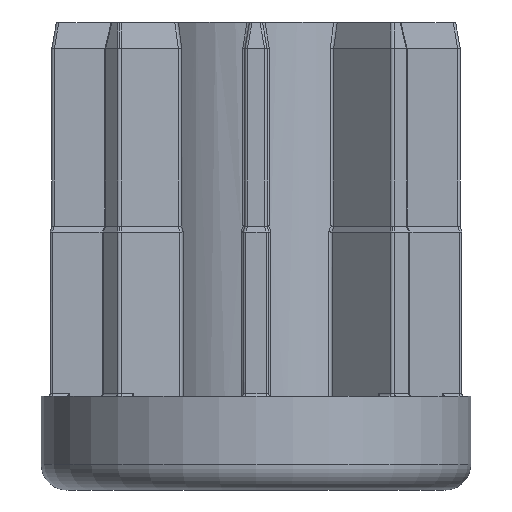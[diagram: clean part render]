
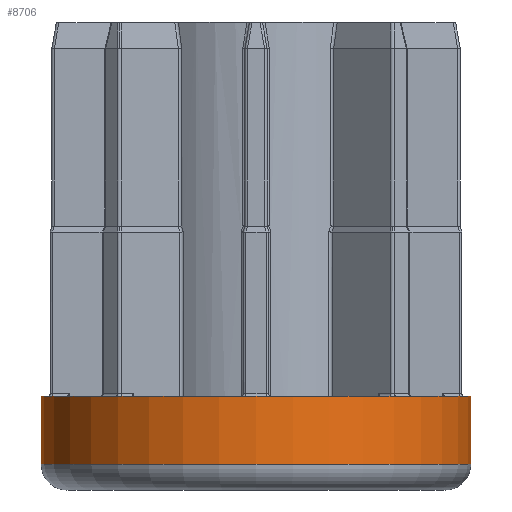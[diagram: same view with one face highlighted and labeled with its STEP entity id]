
A CAD part, front view. The second image highlights one B-rep face of the part: STEP entity #8706.
In plain terms, the highlighted cylindrical face has radius 25.25 mm (diameter 50.5 mm), a partial arc.
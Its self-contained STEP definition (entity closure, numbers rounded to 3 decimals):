
#844 = CARTESIAN_POINT ( 'NONE',  ( -25.25, 0., 11. ) ) ;
#1620 = CARTESIAN_POINT ( 'NONE',  ( 25.25, 0., 11. ) ) ;
#1658 = EDGE_CURVE ( 'NONE', #9151, #7920, #8922, .T. ) ;
#1659 = VERTEX_POINT ( 'NONE', #8581 ) ;
#1664 = CARTESIAN_POINT ( 'NONE',  ( 0., 0., 11. ) ) ;
#1781 = EDGE_LOOP ( 'NONE', ( #12362, #4422, #9054, #9091 ) ) ;
#1892 = EDGE_CURVE ( 'NONE', #5151, #1659, #8517, .T. ) ;
#2008 = AXIS2_PLACEMENT_3D ( 'NONE', #1664, #8862, #2720 ) ;
#2581 = DIRECTION ( 'NONE',  ( 0., 0., -1. ) ) ;
#2613 = DIRECTION ( 'NONE',  ( 0., 0., -1. ) ) ;
#2720 = DIRECTION ( 'NONE',  ( 1., 0., 0. ) ) ;
#3429 = DIRECTION ( 'NONE',  ( 0., 0., 1. ) ) ;
#3665 = AXIS2_PLACEMENT_3D ( 'NONE', #9590, #3429, #10612 ) ;
#3896 = CARTESIAN_POINT ( 'NONE',  ( 25.25, 0., 3. ) ) ;
#3903 = CYLINDRICAL_SURFACE ( 'NONE', #4186, 25.25 ) ;
#4186 = AXIS2_PLACEMENT_3D ( 'NONE', #9777, #2613, #7703 ) ;
#4376 = FACE_OUTER_BOUND ( 'NONE', #1781, .T. ) ;
#4422 = ORIENTED_EDGE ( 'NONE', *, *, #9951, .F. ) ;
#5089 = CIRCLE ( 'NONE', #3665, 25.25 ) ;
#5151 = VERTEX_POINT ( 'NONE', #8537 ) ;
#5585 = CIRCLE ( 'NONE', #2008, 25.25 ) ;
#7569 = CARTESIAN_POINT ( 'NONE',  ( 25.25, 0., 11. ) ) ;
#7703 = DIRECTION ( 'NONE',  ( -1., 0., 0. ) ) ;
#7704 = DIRECTION ( 'NONE',  ( 0., 0., -1. ) ) ;
#7920 = VERTEX_POINT ( 'NONE', #3896 ) ;
#8517 = LINE ( 'NONE', #844, #13111 ) ;
#8537 = CARTESIAN_POINT ( 'NONE',  ( -25.25, 0., 11. ) ) ;
#8581 = CARTESIAN_POINT ( 'NONE',  ( -25.25, 0., 3. ) ) ;
#8706 = ADVANCED_FACE ( 'NONE', ( #4376 ), #3903, .T. ) ;
#8862 = DIRECTION ( 'NONE',  ( 0., 0., 1. ) ) ;
#8868 = VECTOR ( 'NONE', #7704, 1000. ) ;
#8922 = LINE ( 'NONE', #7569, #8868 ) ;
#9017 = EDGE_CURVE ( 'NONE', #1659, #7920, #5089, .T. ) ;
#9054 = ORIENTED_EDGE ( 'NONE', *, *, #1892, .T. ) ;
#9091 = ORIENTED_EDGE ( 'NONE', *, *, #9017, .T. ) ;
#9151 = VERTEX_POINT ( 'NONE', #1620 ) ;
#9590 = CARTESIAN_POINT ( 'NONE',  ( 0., 0., 3. ) ) ;
#9777 = CARTESIAN_POINT ( 'NONE',  ( 0., 0., 11. ) ) ;
#9951 = EDGE_CURVE ( 'NONE', #5151, #9151, #5585, .T. ) ;
#10612 = DIRECTION ( 'NONE',  ( 1., 0., 0. ) ) ;
#12362 = ORIENTED_EDGE ( 'NONE', *, *, #1658, .F. ) ;
#13111 = VECTOR ( 'NONE', #2581, 1000. ) ;
